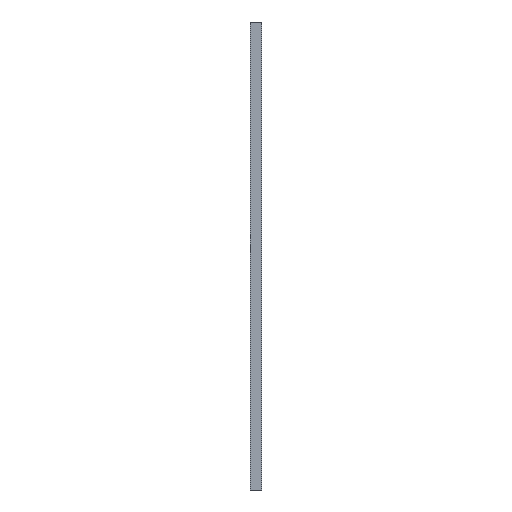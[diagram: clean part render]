
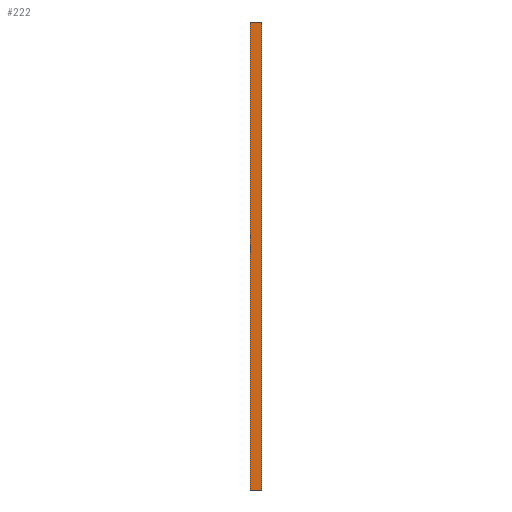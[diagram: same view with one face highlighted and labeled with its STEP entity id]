
A CAD part, left-side view. The second image highlights one B-rep face of the part: STEP entity #222.
In plain terms, the highlighted planar face has unit normal (-1, 0, 0).
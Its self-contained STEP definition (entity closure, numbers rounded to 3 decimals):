
#47 = ORIENTED_EDGE ( 'NONE', *, *, #755, .F. ) ;
#94 = VERTEX_POINT ( 'NONE', #478 ) ;
#100 = DIRECTION ( 'NONE',  ( 0., 0., 1. ) ) ;
#105 = CARTESIAN_POINT ( 'NONE',  ( -60., 0., -60. ) ) ;
#108 = EDGE_CURVE ( 'NONE', #775, #289, #804, .T. ) ;
#110 = VECTOR ( 'NONE', #562, 1000. ) ;
#124 = CARTESIAN_POINT ( 'NONE',  ( -60., 0., 60. ) ) ;
#145 = DIRECTION ( 'NONE',  ( 0., -1., 0. ) ) ;
#158 = CARTESIAN_POINT ( 'NONE',  ( -60., 3., 60. ) ) ;
#185 = LINE ( 'NONE', #621, #110 ) ;
#195 = CARTESIAN_POINT ( 'NONE',  ( -60., 3., 60. ) ) ;
#218 = VECTOR ( 'NONE', #487, 1000. ) ;
#219 = AXIS2_PLACEMENT_3D ( 'NONE', #158, #302, #229 ) ;
#222 = ADVANCED_FACE ( 'NONE', ( #226 ), #663, .F. ) ;
#226 = FACE_OUTER_BOUND ( 'NONE', #802, .T. ) ;
#229 = DIRECTION ( 'NONE',  ( 0., 0., -1. ) ) ;
#276 = ORIENTED_EDGE ( 'NONE', *, *, #795, .F. ) ;
#289 = VERTEX_POINT ( 'NONE', #105 ) ;
#302 = DIRECTION ( 'NONE',  ( 1., 0., 0. ) ) ;
#445 = EDGE_CURVE ( 'NONE', #289, #878, #185, .T. ) ;
#472 = VECTOR ( 'NONE', #100, 1000. ) ;
#478 = CARTESIAN_POINT ( 'NONE',  ( -60., 3., 60. ) ) ;
#487 = DIRECTION ( 'NONE',  ( 0., -1., 0. ) ) ;
#562 = DIRECTION ( 'NONE',  ( 0., 0., 1. ) ) ;
#599 = LINE ( 'NONE', #753, #472 ) ;
#607 = CARTESIAN_POINT ( 'NONE',  ( -60., 3., -60. ) ) ;
#621 = CARTESIAN_POINT ( 'NONE',  ( -60., 0., 60. ) ) ;
#663 = PLANE ( 'NONE',  #219 ) ;
#733 = CARTESIAN_POINT ( 'NONE',  ( -60., 3., -60. ) ) ;
#753 = CARTESIAN_POINT ( 'NONE',  ( -60., 3., 60. ) ) ;
#755 = EDGE_CURVE ( 'NONE', #775, #94, #599, .T. ) ;
#767 = LINE ( 'NONE', #195, #218 ) ;
#775 = VERTEX_POINT ( 'NONE', #607 ) ;
#795 = EDGE_CURVE ( 'NONE', #94, #878, #767, .T. ) ;
#802 = EDGE_LOOP ( 'NONE', ( #909, #276, #47, #897 ) ) ;
#804 = LINE ( 'NONE', #733, #859 ) ;
#859 = VECTOR ( 'NONE', #145, 1000. ) ;
#878 = VERTEX_POINT ( 'NONE', #124 ) ;
#897 = ORIENTED_EDGE ( 'NONE', *, *, #108, .T. ) ;
#909 = ORIENTED_EDGE ( 'NONE', *, *, #445, .T. ) ;
